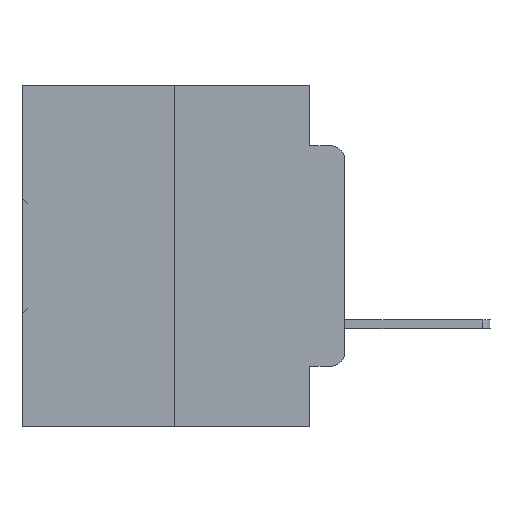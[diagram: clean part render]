
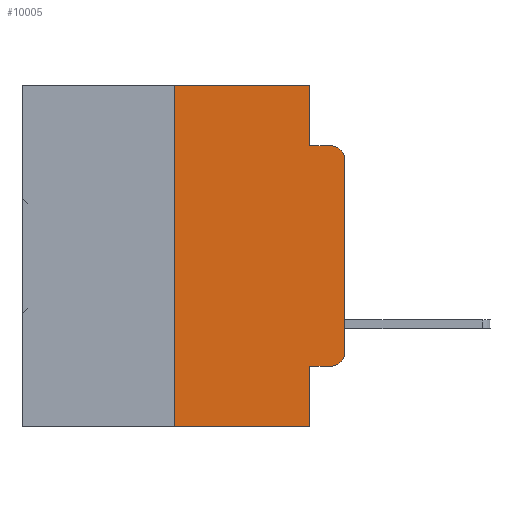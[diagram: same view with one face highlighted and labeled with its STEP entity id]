
A CAD part, left-side view. The second image highlights one B-rep face of the part: STEP entity #10005.
In plain terms, the highlighted planar face has unit normal (-1, 0, 0).
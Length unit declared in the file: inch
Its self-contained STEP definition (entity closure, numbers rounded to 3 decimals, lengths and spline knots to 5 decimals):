
#122 = VECTOR ( 'NONE', #19890, 39.37008 ) ;
#627 = VERTEX_POINT ( 'NONE', #26338 ) ;
#667 = CARTESIAN_POINT ( 'NONE',  ( 0., 0.02, -0.0885 ) ) ;
#1060 = CARTESIAN_POINT ( 'NONE',  ( 0., 0.051, -0.0885 ) ) ;
#1526 = CARTESIAN_POINT ( 'NONE',  ( 0., 0.051, -0.5 ) ) ;
#1737 = VERTEX_POINT ( 'NONE', #8540 ) ;
#1931 = EDGE_CURVE ( 'NONE', #30001, #18454, #29017, .T. ) ;
#3779 = EDGE_CURVE ( 'NONE', #19636, #18454, #22638, .T. ) ;
#3817 = VECTOR ( 'NONE', #25488, 39.37008 ) ;
#5161 = VECTOR ( 'NONE', #27602, 39.37008 ) ;
#5196 = VECTOR ( 'NONE', #22872, 39.37008 ) ;
#5646 = EDGE_CURVE ( 'NONE', #627, #19636, #6381, .T. ) ;
#5784 = VERTEX_POINT ( 'NONE', #28731 ) ;
#6381 = LINE ( 'NONE', #15402, #26511 ) ;
#6726 = CARTESIAN_POINT ( 'NONE',  ( 0., 0.02, -0.1085 ) ) ;
#7103 = CARTESIAN_POINT ( 'NONE',  ( 0., 0.473, -0.5 ) ) ;
#7970 = CARTESIAN_POINT ( 'NONE',  ( 0., 0.02, -0.3915 ) ) ;
#8053 = VERTEX_POINT ( 'NONE', #1526 ) ;
#8540 = CARTESIAN_POINT ( 'NONE',  ( 0., 0.25, -0.5 ) ) ;
#9067 = EDGE_LOOP ( 'NONE', ( #11919, #20540, #28855, #22944, #17678, #24539, #25337, #12339, #32790, #27687 ) ) ;
#9478 = DIRECTION ( 'NONE',  ( 0., 0., -1. ) ) ;
#9491 = LINE ( 'NONE', #23668, #29354 ) ;
#9732 = VECTOR ( 'NONE', #28941, 39.37008 ) ;
#10005 = ADVANCED_FACE ( 'NONE', ( #12483 ), #15748, .F. ) ;
#10071 = CARTESIAN_POINT ( 'NONE',  ( 0., 0., -0.1085 ) ) ;
#10306 = AXIS2_PLACEMENT_3D ( 'NONE', #31056, #33577, #18379 ) ;
#10607 = LINE ( 'NONE', #25677, #29566 ) ;
#10711 = DIRECTION ( 'NONE',  ( 0., 0., -1. ) ) ;
#11117 = LINE ( 'NONE', #7103, #3817 ) ;
#11919 = ORIENTED_EDGE ( 'NONE', *, *, #5646, .T. ) ;
#12339 = ORIENTED_EDGE ( 'NONE', *, *, #27405, .F. ) ;
#12483 = FACE_OUTER_BOUND ( 'NONE', #9067, .T. ) ;
#13551 = CARTESIAN_POINT ( 'NONE',  ( 0., 0.051, 0. ) ) ;
#15402 = CARTESIAN_POINT ( 'NONE',  ( 0., 0., 0. ) ) ;
#15748 = PLANE ( 'NONE',  #10306 ) ;
#16505 = AXIS2_PLACEMENT_3D ( 'NONE', #7970, #26283, #10711 ) ;
#17600 = LINE ( 'NONE', #13551, #9732 ) ;
#17678 = ORIENTED_EDGE ( 'NONE', *, *, #33774, .F. ) ;
#18379 = DIRECTION ( 'NONE',  ( 0., 0., -1. ) ) ;
#18454 = VERTEX_POINT ( 'NONE', #667 ) ;
#18598 = LINE ( 'NONE', #20528, #5196 ) ;
#18845 = EDGE_CURVE ( 'NONE', #30966, #627, #27109, .T. ) ;
#19636 = VERTEX_POINT ( 'NONE', #10071 ) ;
#19890 = DIRECTION ( 'NONE',  ( 0., -1., 0. ) ) ;
#20049 = CARTESIAN_POINT ( 'NONE',  ( 0., 0.051, -0.4115 ) ) ;
#20528 = CARTESIAN_POINT ( 'NONE',  ( 0., 0.473, 0. ) ) ;
#20540 = ORIENTED_EDGE ( 'NONE', *, *, #3779, .T. ) ;
#20597 = EDGE_CURVE ( 'NONE', #24288, #30966, #33629, .T. ) ;
#20662 = DIRECTION ( 'NONE',  ( 0., 0., 1. ) ) ;
#21960 = EDGE_CURVE ( 'NONE', #1737, #8053, #11117, .T. ) ;
#22049 = CARTESIAN_POINT ( 'NONE',  ( 0., 0.051, -0.0885 ) ) ;
#22638 = CIRCLE ( 'NONE', #29032, 0.02 ) ;
#22872 = DIRECTION ( 'NONE',  ( 0., -1., 0. ) ) ;
#22944 = ORIENTED_EDGE ( 'NONE', *, *, #30743, .F. ) ;
#23668 = CARTESIAN_POINT ( 'NONE',  ( 0., 0.051, 0. ) ) ;
#24288 = VERTEX_POINT ( 'NONE', #32796 ) ;
#24539 = ORIENTED_EDGE ( 'NONE', *, *, #29074, .F. ) ;
#24650 = CARTESIAN_POINT ( 'NONE',  ( 0., 0.02, -0.4115 ) ) ;
#25140 = DIRECTION ( 'NONE',  ( -1., 0., 0. ) ) ;
#25337 = ORIENTED_EDGE ( 'NONE', *, *, #21960, .T. ) ;
#25488 = DIRECTION ( 'NONE',  ( 0., -1., 0. ) ) ;
#25677 = CARTESIAN_POINT ( 'NONE',  ( 0., 0.25, 0. ) ) ;
#26213 = DIRECTION ( 'NONE',  ( 0., 0., -1. ) ) ;
#26283 = DIRECTION ( 'NONE',  ( -1., 0., 0. ) ) ;
#26338 = CARTESIAN_POINT ( 'NONE',  ( 0., 0., -0.3915 ) ) ;
#26511 = VECTOR ( 'NONE', #28196, 39.37008 ) ;
#27109 = CIRCLE ( 'NONE', #16505, 0.02 ) ;
#27405 = EDGE_CURVE ( 'NONE', #24288, #8053, #9491, .T. ) ;
#27602 = DIRECTION ( 'NONE',  ( 0., -1., 0. ) ) ;
#27687 = ORIENTED_EDGE ( 'NONE', *, *, #18845, .T. ) ;
#28196 = DIRECTION ( 'NONE',  ( 0., 0., 1. ) ) ;
#28731 = CARTESIAN_POINT ( 'NONE',  ( 0., 0.051, 0. ) ) ;
#28787 = CARTESIAN_POINT ( 'NONE',  ( 0., 0.25, 0. ) ) ;
#28855 = ORIENTED_EDGE ( 'NONE', *, *, #1931, .F. ) ;
#28941 = DIRECTION ( 'NONE',  ( 0., 0., -1. ) ) ;
#29017 = LINE ( 'NONE', #1060, #122 ) ;
#29032 = AXIS2_PLACEMENT_3D ( 'NONE', #6726, #25140, #9478 ) ;
#29074 = EDGE_CURVE ( 'NONE', #1737, #29808, #10607, .T. ) ;
#29354 = VECTOR ( 'NONE', #26213, 39.37008 ) ;
#29566 = VECTOR ( 'NONE', #20662, 39.37008 ) ;
#29808 = VERTEX_POINT ( 'NONE', #28787 ) ;
#30001 = VERTEX_POINT ( 'NONE', #22049 ) ;
#30743 = EDGE_CURVE ( 'NONE', #5784, #30001, #17600, .T. ) ;
#30966 = VERTEX_POINT ( 'NONE', #24650 ) ;
#31056 = CARTESIAN_POINT ( 'NONE',  ( 0., 0.473, 0. ) ) ;
#32790 = ORIENTED_EDGE ( 'NONE', *, *, #20597, .T. ) ;
#32796 = CARTESIAN_POINT ( 'NONE',  ( 0., 0.051, -0.4115 ) ) ;
#33577 = DIRECTION ( 'NONE',  ( 1., 0., 0. ) ) ;
#33629 = LINE ( 'NONE', #20049, #5161 ) ;
#33774 = EDGE_CURVE ( 'NONE', #29808, #5784, #18598, .T. ) ;
